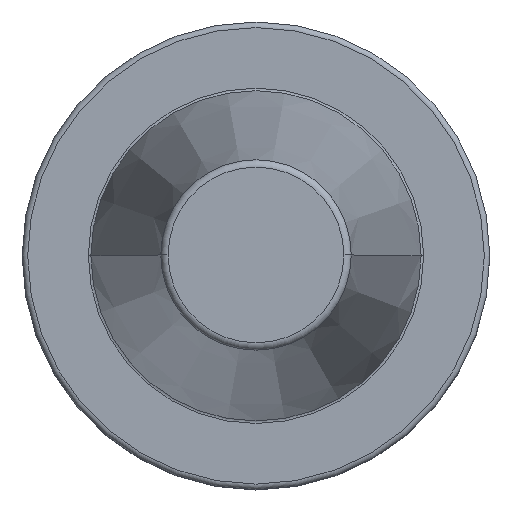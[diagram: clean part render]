
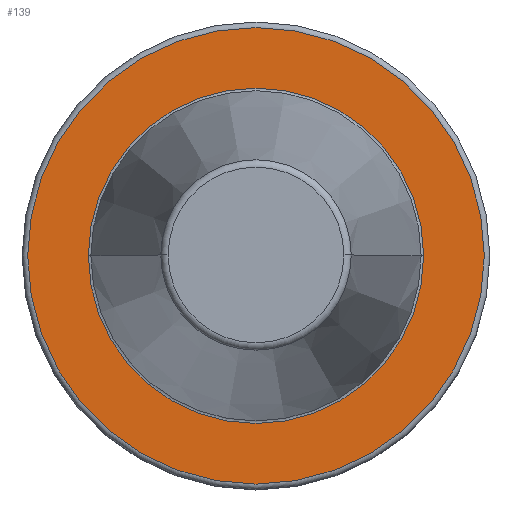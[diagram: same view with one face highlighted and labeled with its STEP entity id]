
A CAD part, top view. The second image highlights one B-rep face of the part: STEP entity #139.
In plain terms, the highlighted planar face has unit normal (0, 0, 1).
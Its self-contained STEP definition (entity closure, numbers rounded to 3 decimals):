
#65=PLANE('',#1064);
#86=FACE_BOUND('',#274,.T.);
#87=FACE_BOUND('',#275,.T.);
#139=ADVANCED_FACE('',(#86,#87),#65,.F.);
#274=EDGE_LOOP('',(#469,#470));
#275=EDGE_LOOP('',(#471));
#320=CIRCLE('',#1007,22.563);
#322=CIRCLE('',#1010,22.563);
#339=CIRCLE('',#1037,30.725);
#469=ORIENTED_EDGE('',*,*,#743,.T.);
#470=ORIENTED_EDGE('',*,*,#741,.T.);
#471=ORIENTED_EDGE('',*,*,#773,.T.);
#652=VERTEX_POINT('',#1437);
#655=VERTEX_POINT('',#1442);
#677=VERTEX_POINT('',#1508);
#741=EDGE_CURVE('',#652,#655,#320,.T.);
#743=EDGE_CURVE('',#655,#652,#322,.T.);
#773=EDGE_CURVE('',#677,#677,#339,.T.);
#1007=AXIS2_PLACEMENT_3D('',#1443,#1147,#1148);
#1010=AXIS2_PLACEMENT_3D('',#1446,#1153,#1154);
#1037=AXIS2_PLACEMENT_3D('',#1507,#1220,#1221);
#1064=AXIS2_PLACEMENT_3D('',#1546,#1277,#1278);
#1147=DIRECTION('',(0.,0.,-1.));
#1148=DIRECTION('',(-1.,0.,0.));
#1153=DIRECTION('',(0.,0.,-1.));
#1154=DIRECTION('',(-1.,0.,0.));
#1220=DIRECTION('',(0.,0.,1.));
#1221=DIRECTION('',(-1.,0.,0.));
#1277=DIRECTION('',(0.,0.,-1.));
#1278=DIRECTION('',(1.,0.,0.));
#1437=CARTESIAN_POINT('',(-22.563,0.,-2.));
#1442=CARTESIAN_POINT('',(22.563,0.,-2.));
#1443=CARTESIAN_POINT('',(0.,0.,-2.));
#1446=CARTESIAN_POINT('',(0.,0.,-2.));
#1507=CARTESIAN_POINT('',(0.,0.,-2.));
#1508=CARTESIAN_POINT('',(-30.725,0.,-2.));
#1546=CARTESIAN_POINT('',(0.,31.475,-2.));
